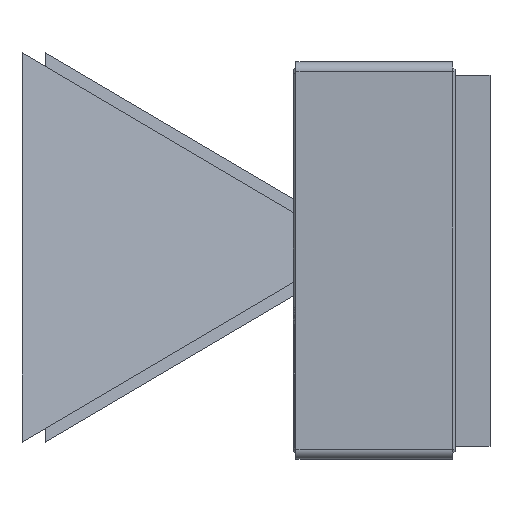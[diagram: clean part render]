
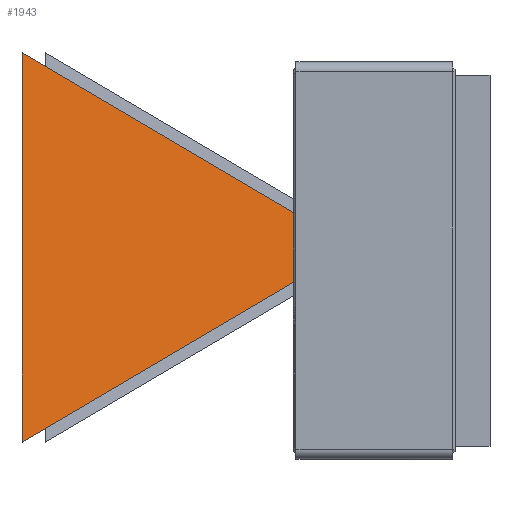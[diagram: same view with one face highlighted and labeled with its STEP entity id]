
A CAD part, left-side view. The second image highlights one B-rep face of the part: STEP entity #1943.
In plain terms, the highlighted planar face has unit normal (0.885, 0.466, 0).
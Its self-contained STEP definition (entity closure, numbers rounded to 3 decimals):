
#17 = DIRECTION ( 'NONE',  ( 0., 0., -1. ) ) ;
#414 = EDGE_LOOP ( 'NONE', ( #10841, #12795, #7137 ) ) ;
#787 = CARTESIAN_POINT ( 'NONE',  ( -2.546, 3.32, 1.584 ) ) ;
#956 = CARTESIAN_POINT ( 'NONE',  ( -1.22, 0.8, -1.9 ) ) ;
#1406 = VERTEX_POINT ( 'NONE', #6880 ) ;
#1943 = ADVANCED_FACE ( 'NONE', ( #12941 ), #10808, .T. ) ;
#2779 = AXIS2_PLACEMENT_3D ( 'NONE', #956, #7543, #17 ) ;
#3656 = CARTESIAN_POINT ( 'NONE',  ( -1.22, 0.8, 0.1 ) ) ;
#5493 = CARTESIAN_POINT ( 'NONE',  ( -2.546, 3.32, -0.395 ) ) ;
#6299 = EDGE_CURVE ( 'NONE', #1406, #12696, #9669, .T. ) ;
#6424 = CARTESIAN_POINT ( 'NONE',  ( -2.546, 3.32, -1.384 ) ) ;
#6504 = CARTESIAN_POINT ( 'NONE',  ( -2.546, 3.32, 0.595 ) ) ;
#6642 = CARTESIAN_POINT ( 'NONE',  ( -2.546, 3.32, 1.584 ) ) ;
#6880 = CARTESIAN_POINT ( 'NONE',  ( -1.22, 0.8, 0.1 ) ) ;
#7019 = CARTESIAN_POINT ( 'NONE',  ( -1.662, 1.64, 0.595 ) ) ;
#7027 = EDGE_CURVE ( 'NONE', #12696, #8658, #13412, .T. ) ;
#7137 = ORIENTED_EDGE ( 'NONE', *, *, #6299, .T. ) ;
#7264 = CARTESIAN_POINT ( 'NONE',  ( -2.104, 2.48, -0.89 ) ) ;
#7413 = CARTESIAN_POINT ( 'NONE',  ( -1.662, 1.64, -0.395 ) ) ;
#7543 = DIRECTION ( 'NONE',  ( 0.885, 0.466, 0. ) ) ;
#7854 = CARTESIAN_POINT ( 'NONE',  ( -2.546, 3.32, -1.384 ) ) ;
#8215 = CARTESIAN_POINT ( 'NONE',  ( -2.546, 3.32, 1.584 ) ) ;
#8658 = VERTEX_POINT ( 'NONE', #787 ) ;
#9669 = B_SPLINE_CURVE_WITH_KNOTS ( 'NONE', 3,
 ( #13618, #7413, #7264, #10606 ),
 .UNSPECIFIED., .F., .F.,
 ( 4, 4 ),
 ( 0., 1. ),
 .UNSPECIFIED. ) ;
#10194 = CARTESIAN_POINT ( 'NONE',  ( -2.104, 2.48, 1.09 ) ) ;
#10606 = CARTESIAN_POINT ( 'NONE',  ( -2.546, 3.32, -1.384 ) ) ;
#10808 = PLANE ( 'NONE',  #2779 ) ;
#10841 = ORIENTED_EDGE ( 'NONE', *, *, #7027, .T. ) ;
#11586 = EDGE_CURVE ( 'NONE', #1406, #8658, #11882, .T. ) ;
#11882 = B_SPLINE_CURVE_WITH_KNOTS ( 'NONE', 3,
 ( #3656, #7019, #10194, #8215 ),
 .UNSPECIFIED., .F., .F.,
 ( 4, 4 ),
 ( 0., 1. ),
 .UNSPECIFIED. ) ;
#12696 = VERTEX_POINT ( 'NONE', #6424 ) ;
#12795 = ORIENTED_EDGE ( 'NONE', *, *, #11586, .F. ) ;
#12941 = FACE_OUTER_BOUND ( 'NONE', #414, .T. ) ;
#13412 = B_SPLINE_CURVE_WITH_KNOTS ( 'NONE', 3,
 ( #7854, #5493, #6504, #6642 ),
 .UNSPECIFIED., .F., .F.,
 ( 4, 4 ),
 ( 0., 1. ),
 .UNSPECIFIED. ) ;
#13618 = CARTESIAN_POINT ( 'NONE',  ( -1.22, 0.8, 0.1 ) ) ;
